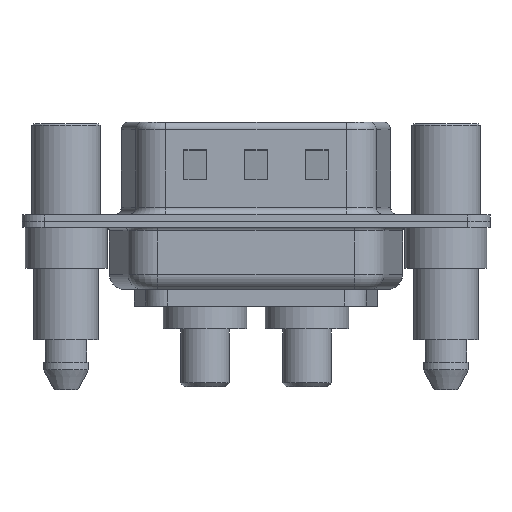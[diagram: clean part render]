
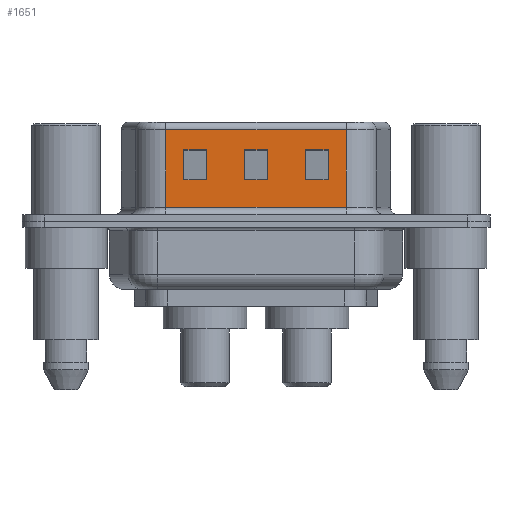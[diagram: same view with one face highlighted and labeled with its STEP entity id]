
A CAD part, front view. The second image highlights one B-rep face of the part: STEP entity #1651.
In plain terms, the highlighted planar face has unit normal (0, -1, 0).
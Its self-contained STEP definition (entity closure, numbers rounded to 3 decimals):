
#181 = VERTEX_POINT ( 'NONE', #13539 ) ;
#299 = DIRECTION ( 'NONE',  ( 0., 0., -1. ) ) ;
#335 = VECTOR ( 'NONE', #10487, 1000. ) ;
#509 = ORIENTED_EDGE ( 'NONE', *, *, #7683, .T. ) ;
#537 = ORIENTED_EDGE ( 'NONE', *, *, #8582, .T. ) ;
#642 = CARTESIAN_POINT ( 'NONE',  ( 9.25, -4.58, 4.705 ) ) ;
#710 = DIRECTION ( 'NONE',  ( 0., 1., 0. ) ) ;
#838 = CARTESIAN_POINT ( 'NONE',  ( 18.45, -4.58, 6.02 ) ) ;
#844 = DIRECTION ( 'NONE',  ( -1., 0., 0. ) ) ;
#910 = CARTESIAN_POINT ( 'NONE',  ( 14.45, -4.58, 2.705 ) ) ;
#1131 = VERTEX_POINT ( 'NONE', #4334 ) ;
#1234 = VERTEX_POINT ( 'NONE', #7488 ) ;
#1237 = EDGE_CURVE ( 'NONE', #11014, #181, #4821, .T. ) ;
#1298 = VERTEX_POINT ( 'NONE', #10950 ) ;
#1651 = ADVANCED_FACE ( 'NONE', ( #6891, #3223, #6189, #14553 ), #10032, .F. ) ;
#1682 = CARTESIAN_POINT ( 'NONE',  ( 17.25, -4.58, 2.705 ) ) ;
#1751 = VECTOR ( 'NONE', #4731, 1000. ) ;
#1886 = DIRECTION ( 'NONE',  ( 0., 0., 1. ) ) ;
#1891 = LINE ( 'NONE', #6454, #12940 ) ;
#1966 = DIRECTION ( 'NONE',  ( 0., 0., 1. ) ) ;
#1985 = EDGE_CURVE ( 'NONE', #12292, #12199, #14015, .T. ) ;
#2125 = CARTESIAN_POINT ( 'NONE',  ( 18.45, -4.58, 6.02 ) ) ;
#2520 = CARTESIAN_POINT ( 'NONE',  ( 15.75, -4.58, 2.705 ) ) ;
#2537 = EDGE_CURVE ( 'NONE', #12199, #11860, #8805, .T. ) ;
#2643 = CARTESIAN_POINT ( 'NONE',  ( 15.75, -4.58, 4.705 ) ) ;
#2703 = DIRECTION ( 'NONE',  ( 0., 0., -1. ) ) ;
#2886 = ORIENTED_EDGE ( 'NONE', *, *, #5102, .T. ) ;
#2991 = CARTESIAN_POINT ( 'NONE',  ( 13.25, -4.58, 4.705 ) ) ;
#3038 = DIRECTION ( 'NONE',  ( 0., 0., 1. ) ) ;
#3110 = CARTESIAN_POINT ( 'NONE',  ( 11.75, -4.58, 6.52 ) ) ;
#3223 = FACE_BOUND ( 'NONE', #8593, .T. ) ;
#3370 = CARTESIAN_POINT ( 'NONE',  ( 22.45, -4.58, 2.705 ) ) ;
#3620 = LINE ( 'NONE', #3887, #335 ) ;
#3813 = VECTOR ( 'NONE', #13128, 1000. ) ;
#3887 = CARTESIAN_POINT ( 'NONE',  ( 17.25, -4.58, 6.52 ) ) ;
#3984 = DIRECTION ( 'NONE',  ( 1., 0., 0. ) ) ;
#4060 = LINE ( 'NONE', #910, #6681 ) ;
#4334 = CARTESIAN_POINT ( 'NONE',  ( 11.75, -4.58, 2.705 ) ) ;
#4371 = EDGE_CURVE ( 'NONE', #181, #1298, #4060, .T. ) ;
#4384 = CARTESIAN_POINT ( 'NONE',  ( 17.25, -4.58, 4.705 ) ) ;
#4403 = DIRECTION ( 'NONE',  ( -1., 0., 0. ) ) ;
#4496 = DIRECTION ( 'NONE',  ( -1., 0., 0. ) ) ;
#4531 = LINE ( 'NONE', #4566, #10377 ) ;
#4566 = CARTESIAN_POINT ( 'NONE',  ( 18.45, -4.58, 0.9 ) ) ;
#4731 = DIRECTION ( 'NONE',  ( 0., 0., -1. ) ) ;
#4821 = LINE ( 'NONE', #5048, #1751 ) ;
#4850 = LINE ( 'NONE', #8730, #11034 ) ;
#4921 = LINE ( 'NONE', #5709, #13271 ) ;
#4979 = DIRECTION ( 'NONE',  ( 0., 0., 1. ) ) ;
#5048 = CARTESIAN_POINT ( 'NONE',  ( 9.25, -4.58, 6.52 ) ) ;
#5050 = CARTESIAN_POINT ( 'NONE',  ( 22.45, -4.58, 4.705 ) ) ;
#5076 = CARTESIAN_POINT ( 'NONE',  ( 6.55, -4.58, 6.02 ) ) ;
#5102 = EDGE_CURVE ( 'NONE', #1298, #5824, #4921, .T. ) ;
#5175 = EDGE_CURVE ( 'NONE', #1131, #12292, #12570, .T. ) ;
#5191 = VERTEX_POINT ( 'NONE', #2643 ) ;
#5354 = CARTESIAN_POINT ( 'NONE',  ( 11.75, -4.58, 4.705 ) ) ;
#5562 = VERTEX_POINT ( 'NONE', #12374 ) ;
#5709 = CARTESIAN_POINT ( 'NONE',  ( 7.75, -4.58, 6.52 ) ) ;
#5824 = VERTEX_POINT ( 'NONE', #10280 ) ;
#5847 = VECTOR ( 'NONE', #299, 1000. ) ;
#5963 = DIRECTION ( 'NONE',  ( 0., 0., -1. ) ) ;
#6189 = FACE_BOUND ( 'NONE', #14189, .T. ) ;
#6454 = CARTESIAN_POINT ( 'NONE',  ( 14.45, -4.58, 4.705 ) ) ;
#6681 = VECTOR ( 'NONE', #844, 1000. ) ;
#6873 = VERTEX_POINT ( 'NONE', #1682 ) ;
#6891 = FACE_BOUND ( 'NONE', #11833, .T. ) ;
#6923 = ORIENTED_EDGE ( 'NONE', *, *, #5175, .T. ) ;
#7023 = ORIENTED_EDGE ( 'NONE', *, *, #1237, .T. ) ;
#7074 = CARTESIAN_POINT ( 'NONE',  ( 6.55, -4.58, 6.52 ) ) ;
#7082 = DIRECTION ( 'NONE',  ( 1., 0., 0. ) ) ;
#7113 = ORIENTED_EDGE ( 'NONE', *, *, #7333, .T. ) ;
#7131 = ORIENTED_EDGE ( 'NONE', *, *, #9865, .T. ) ;
#7148 = EDGE_CURVE ( 'NONE', #5562, #1234, #4531, .T. ) ;
#7333 = EDGE_CURVE ( 'NONE', #8996, #5562, #10542, .T. ) ;
#7391 = EDGE_CURVE ( 'NONE', #8273, #1234, #12699, .T. ) ;
#7446 = ORIENTED_EDGE ( 'NONE', *, *, #7148, .T. ) ;
#7488 = CARTESIAN_POINT ( 'NONE',  ( 18.45, -4.58, 0.9 ) ) ;
#7567 = DIRECTION ( 'NONE',  ( 1., 0., 0. ) ) ;
#7657 = VECTOR ( 'NONE', #5963, 1000. ) ;
#7683 = EDGE_CURVE ( 'NONE', #11860, #1131, #12520, .T. ) ;
#7779 = EDGE_LOOP ( 'NONE', ( #14040, #8351, #7113, #7446 ) ) ;
#7879 = ORIENTED_EDGE ( 'NONE', *, *, #8188, .T. ) ;
#8087 = CARTESIAN_POINT ( 'NONE',  ( 13.25, -4.58, 6.52 ) ) ;
#8140 = CARTESIAN_POINT ( 'NONE',  ( 18.45, -4.58, 4.705 ) ) ;
#8173 = ORIENTED_EDGE ( 'NONE', *, *, #4371, .T. ) ;
#8188 = EDGE_CURVE ( 'NONE', #14177, #5191, #4850, .T. ) ;
#8273 = VERTEX_POINT ( 'NONE', #2125 ) ;
#8351 = ORIENTED_EDGE ( 'NONE', *, *, #9251, .T. ) ;
#8564 = EDGE_CURVE ( 'NONE', #12372, #6873, #3620, .T. ) ;
#8582 = EDGE_CURVE ( 'NONE', #5191, #12372, #11661, .T. ) ;
#8593 = EDGE_LOOP ( 'NONE', ( #11413, #7131, #7879, #537 ) ) ;
#8636 = VECTOR ( 'NONE', #4496, 1000. ) ;
#8730 = CARTESIAN_POINT ( 'NONE',  ( 15.75, -4.58, 6.52 ) ) ;
#8805 = LINE ( 'NONE', #8087, #5847 ) ;
#8834 = VECTOR ( 'NONE', #3984, 1000. ) ;
#8996 = VERTEX_POINT ( 'NONE', #5076 ) ;
#9251 = EDGE_CURVE ( 'NONE', #8273, #8996, #13518, .T. ) ;
#9747 = VECTOR ( 'NONE', #3038, 1000. ) ;
#9865 = EDGE_CURVE ( 'NONE', #6873, #14177, #14376, .T. ) ;
#9952 = ORIENTED_EDGE ( 'NONE', *, *, #2537, .T. ) ;
#10032 = PLANE ( 'NONE',  #11024 ) ;
#10127 = CARTESIAN_POINT ( 'NONE',  ( 13.25, -4.58, 2.705 ) ) ;
#10280 = CARTESIAN_POINT ( 'NONE',  ( 7.75, -4.58, 4.705 ) ) ;
#10338 = ORIENTED_EDGE ( 'NONE', *, *, #11007, .T. ) ;
#10377 = VECTOR ( 'NONE', #12197, 1000. ) ;
#10470 = CARTESIAN_POINT ( 'NONE',  ( 18.45, -4.58, 6.52 ) ) ;
#10487 = DIRECTION ( 'NONE',  ( 0., 0., -1. ) ) ;
#10542 = LINE ( 'NONE', #7074, #7657 ) ;
#10661 = VECTOR ( 'NONE', #4403, 1000. ) ;
#10950 = CARTESIAN_POINT ( 'NONE',  ( 7.75, -4.58, 2.705 ) ) ;
#10984 = CARTESIAN_POINT ( 'NONE',  ( 18.45, -4.58, 2.705 ) ) ;
#11007 = EDGE_CURVE ( 'NONE', #5824, #11014, #1891, .T. ) ;
#11014 = VERTEX_POINT ( 'NONE', #642 ) ;
#11024 = AXIS2_PLACEMENT_3D ( 'NONE', #11868, #710, #1886 ) ;
#11034 = VECTOR ( 'NONE', #1966, 1000. ) ;
#11413 = ORIENTED_EDGE ( 'NONE', *, *, #8564, .T. ) ;
#11661 = LINE ( 'NONE', #5050, #8834 ) ;
#11833 = EDGE_LOOP ( 'NONE', ( #7023, #8173, #2886, #10338 ) ) ;
#11860 = VERTEX_POINT ( 'NONE', #10127 ) ;
#11868 = CARTESIAN_POINT ( 'NONE',  ( 18.45, -4.58, 6.52 ) ) ;
#12197 = DIRECTION ( 'NONE',  ( 1., 0., 0. ) ) ;
#12199 = VERTEX_POINT ( 'NONE', #2991 ) ;
#12292 = VERTEX_POINT ( 'NONE', #5354 ) ;
#12372 = VERTEX_POINT ( 'NONE', #4384 ) ;
#12374 = CARTESIAN_POINT ( 'NONE',  ( 6.55, -4.58, 0.9 ) ) ;
#12520 = LINE ( 'NONE', #10984, #3813 ) ;
#12570 = LINE ( 'NONE', #3110, #9747 ) ;
#12699 = LINE ( 'NONE', #10470, #13044 ) ;
#12940 = VECTOR ( 'NONE', #7567, 1000. ) ;
#13044 = VECTOR ( 'NONE', #2703, 1000. ) ;
#13128 = DIRECTION ( 'NONE',  ( -1., 0., 0. ) ) ;
#13271 = VECTOR ( 'NONE', #4979, 1000. ) ;
#13518 = LINE ( 'NONE', #838, #10661 ) ;
#13539 = CARTESIAN_POINT ( 'NONE',  ( 9.25, -4.58, 2.705 ) ) ;
#13669 = VECTOR ( 'NONE', #7082, 1000. ) ;
#13679 = ORIENTED_EDGE ( 'NONE', *, *, #1985, .T. ) ;
#14015 = LINE ( 'NONE', #8140, #13669 ) ;
#14040 = ORIENTED_EDGE ( 'NONE', *, *, #7391, .F. ) ;
#14177 = VERTEX_POINT ( 'NONE', #2520 ) ;
#14189 = EDGE_LOOP ( 'NONE', ( #13679, #9952, #509, #6923 ) ) ;
#14376 = LINE ( 'NONE', #3370, #8636 ) ;
#14553 = FACE_OUTER_BOUND ( 'NONE', #7779, .T. ) ;
